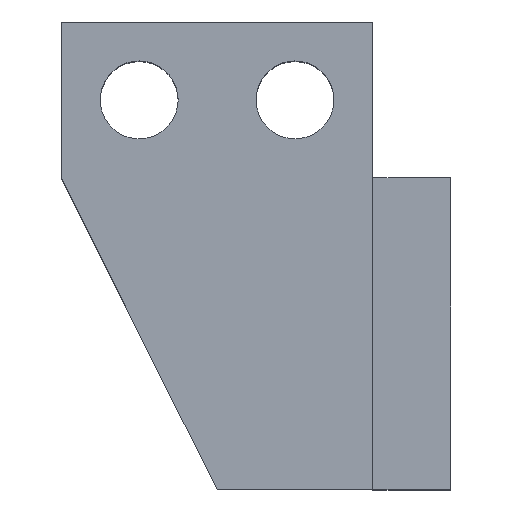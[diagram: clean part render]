
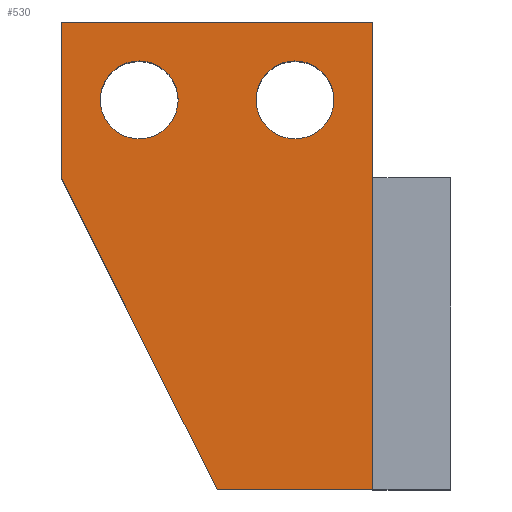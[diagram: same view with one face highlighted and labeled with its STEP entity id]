
A CAD part, top view. The second image highlights one B-rep face of the part: STEP entity #530.
In plain terms, the highlighted planar face has unit normal (0, 0, 1).
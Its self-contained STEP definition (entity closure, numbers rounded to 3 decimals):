
#17=FACE_BOUND('',#91,.T.);
#18=FACE_BOUND('',#92,.T.);
#33=CIRCLE('',#578,2.5);
#35=CIRCLE('',#581,2.5);
#62=FACE_OUTER_BOUND('',#90,.T.);
#90=EDGE_LOOP('',(#381,#382,#383,#384,#385));
#91=EDGE_LOOP('',(#386));
#92=EDGE_LOOP('',(#387));
#136=LINE('',#782,#192);
#139=LINE('',#788,#195);
#142=LINE('',#803,#198);
#143=LINE('',#805,#199);
#144=LINE('',#806,#200);
#192=VECTOR('',#631,20.);
#195=VECTOR('',#636,10.);
#198=VECTOR('',#653,30.);
#199=VECTOR('',#654,22.361);
#200=VECTOR('',#655,10.);
#245=VERTEX_POINT('',#775);
#248=VERTEX_POINT('',#780);
#250=VERTEX_POINT('',#786);
#251=VERTEX_POINT('',#790);
#253=VERTEX_POINT('',#796);
#255=VERTEX_POINT('',#802);
#256=VERTEX_POINT('',#804);
#296=EDGE_CURVE('',#245,#248,#136,.T.);
#299=EDGE_CURVE('',#248,#250,#139,.T.);
#300=EDGE_CURVE('',#251,#251,#33,.T.);
#303=EDGE_CURVE('',#253,#253,#35,.T.);
#306=EDGE_CURVE('',#255,#245,#142,.T.);
#307=EDGE_CURVE('',#250,#256,#143,.T.);
#308=EDGE_CURVE('',#256,#255,#144,.T.);
#381=ORIENTED_EDGE('',*,*,#306,.T.);
#382=ORIENTED_EDGE('',*,*,#296,.T.);
#383=ORIENTED_EDGE('',*,*,#299,.T.);
#384=ORIENTED_EDGE('',*,*,#307,.T.);
#385=ORIENTED_EDGE('',*,*,#308,.T.);
#386=ORIENTED_EDGE('',*,*,#300,.F.);
#387=ORIENTED_EDGE('',*,*,#303,.F.);
#508=PLANE('',#583);
#530=ADVANCED_FACE('',(#62,#17,#18),#508,.F.);
#578=AXIS2_PLACEMENT_3D('',#791,#639,#640);
#581=AXIS2_PLACEMENT_3D('',#797,#646,#647);
#583=AXIS2_PLACEMENT_3D('',#801,#651,#652);
#631=DIRECTION('',(-1.,0.,0.));
#636=DIRECTION('',(0.,-1.,0.));
#639=DIRECTION('center_axis',(0.,0.,1.));
#640=DIRECTION('ref_axis',(1.,0.,0.));
#646=DIRECTION('center_axis',(0.,0.,1.));
#647=DIRECTION('ref_axis',(1.,0.,0.));
#651=DIRECTION('center_axis',(0.,0.,-1.));
#652=DIRECTION('ref_axis',(-1.,0.,0.));
#653=DIRECTION('',(0.,1.,0.));
#654=DIRECTION('',(0.447,-0.894,0.));
#655=DIRECTION('',(1.,0.,0.));
#775=CARTESIAN_POINT('',(5.504,15.918,42.5));
#780=CARTESIAN_POINT('',(-14.496,15.918,42.5));
#782=CARTESIAN_POINT('',(5.504,15.918,42.5));
#786=CARTESIAN_POINT('',(-14.496,5.918,42.5));
#788=CARTESIAN_POINT('',(-14.496,15.918,42.5));
#790=CARTESIAN_POINT('',(3.004,10.918,42.5));
#791=CARTESIAN_POINT('Origin',(0.504,10.918,42.5));
#796=CARTESIAN_POINT('',(-6.996,10.918,42.5));
#797=CARTESIAN_POINT('Origin',(-9.496,10.918,42.5));
#801=CARTESIAN_POINT('Origin',(5.504,-14.082,42.5));
#802=CARTESIAN_POINT('',(5.504,-14.082,42.5));
#803=CARTESIAN_POINT('',(5.504,-14.082,42.5));
#804=CARTESIAN_POINT('',(-4.496,-14.082,42.5));
#805=CARTESIAN_POINT('',(-14.496,5.918,42.5));
#806=CARTESIAN_POINT('',(-4.496,-14.082,42.5));
